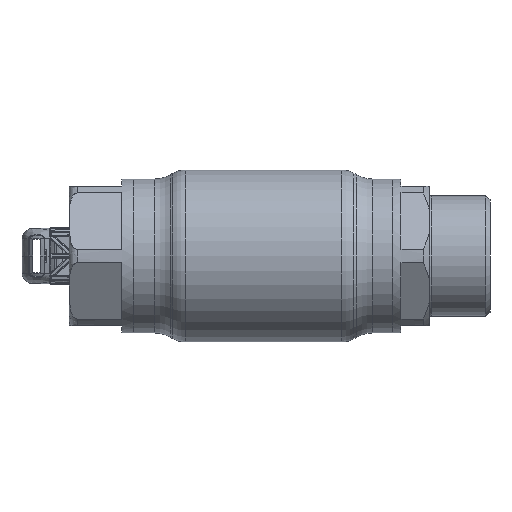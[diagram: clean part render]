
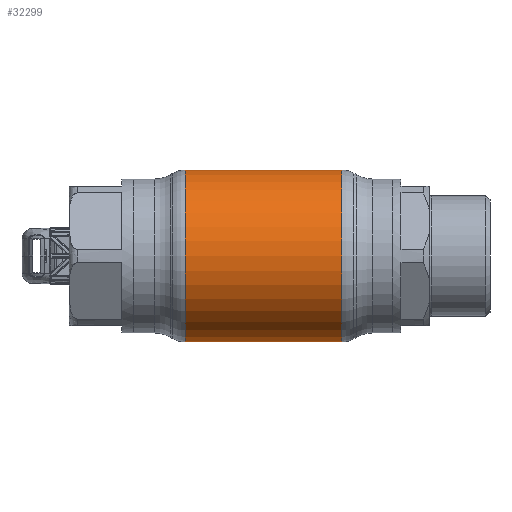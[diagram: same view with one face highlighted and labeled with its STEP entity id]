
A CAD part, front view. The second image highlights one B-rep face of the part: STEP entity #32299.
In plain terms, the highlighted cylindrical face has radius 42.5 mm (diameter 85 mm), a partial arc.
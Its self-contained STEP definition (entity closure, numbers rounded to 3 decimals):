
#875 = LINE ( 'NONE', #39022, #60705 ) ;
#3889 = ORIENTED_EDGE ( 'NONE', *, *, #17463, .T. ) ;
#6262 = ORIENTED_EDGE ( 'NONE', *, *, #38930, .T. ) ;
#6647 = AXIS2_PLACEMENT_3D ( 'NONE', #31436, #61010, #26712 ) ;
#9741 = VERTEX_POINT ( 'NONE', #24311 ) ;
#11039 = CIRCLE ( 'NONE', #6647, 42.5 ) ;
#17463 = EDGE_CURVE ( 'NONE', #47802, #51215, #33412, .T. ) ;
#18224 = VERTEX_POINT ( 'NONE', #28279 ) ;
#19648 = ORIENTED_EDGE ( 'NONE', *, *, #23738, .F. ) ;
#19765 = DIRECTION ( 'NONE',  ( -1., 0., 0. ) ) ;
#23041 = ORIENTED_EDGE ( 'NONE', *, *, #24939, .F. ) ;
#23179 = AXIS2_PLACEMENT_3D ( 'NONE', #63379, #54344, #49213 ) ;
#23738 = EDGE_CURVE ( 'NONE', #9741, #18224, #11039, .T. ) ;
#24311 = CARTESIAN_POINT ( 'NONE',  ( -38.749, 0., -42.5 ) ) ;
#24939 = EDGE_CURVE ( 'NONE', #47802, #9741, #875, .T. ) ;
#26109 = LINE ( 'NONE', #49319, #37599 ) ;
#26712 = DIRECTION ( 'NONE',  ( 0., 0., 1. ) ) ;
#28279 = CARTESIAN_POINT ( 'NONE',  ( -38.749, 0., 42.5 ) ) ;
#31208 = CYLINDRICAL_SURFACE ( 'NONE', #23179, 42.5 ) ;
#31436 = CARTESIAN_POINT ( 'NONE',  ( -38.749, 0., 0. ) ) ;
#32299 = ADVANCED_FACE ( 'NONE', ( #32761 ), #31208, .T. ) ;
#32761 = FACE_OUTER_BOUND ( 'NONE', #37676, .T. ) ;
#33412 = CIRCLE ( 'NONE', #37965, 42.5 ) ;
#37599 = VECTOR ( 'NONE', #19765, 1000. ) ;
#37676 = EDGE_LOOP ( 'NONE', ( #23041, #3889, #6262, #19648 ) ) ;
#37965 = AXIS2_PLACEMENT_3D ( 'NONE', #48100, #53044, #43375 ) ;
#38930 = EDGE_CURVE ( 'NONE', #51215, #18224, #26109, .T. ) ;
#39022 = CARTESIAN_POINT ( 'NONE',  ( -62.69, 0., -42.5 ) ) ;
#40859 = CARTESIAN_POINT ( 'NONE',  ( 38.749, 0., 42.5 ) ) ;
#43375 = DIRECTION ( 'NONE',  ( 0., 0., 1. ) ) ;
#46593 = CARTESIAN_POINT ( 'NONE',  ( 38.749, 0., -42.5 ) ) ;
#47802 = VERTEX_POINT ( 'NONE', #46593 ) ;
#48100 = CARTESIAN_POINT ( 'NONE',  ( 38.749, 0., 0. ) ) ;
#49213 = DIRECTION ( 'NONE',  ( 0., 0., 1. ) ) ;
#49319 = CARTESIAN_POINT ( 'NONE',  ( -62.69, 0., 42.5 ) ) ;
#51215 = VERTEX_POINT ( 'NONE', #40859 ) ;
#53044 = DIRECTION ( 'NONE',  ( -1., 0., 0. ) ) ;
#54344 = DIRECTION ( 'NONE',  ( -1., 0., 0. ) ) ;
#57918 = DIRECTION ( 'NONE',  ( -1., 0., 0. ) ) ;
#60705 = VECTOR ( 'NONE', #57918, 1000. ) ;
#61010 = DIRECTION ( 'NONE',  ( -1., 0., 0. ) ) ;
#63379 = CARTESIAN_POINT ( 'NONE',  ( -62.69, 0., 0. ) ) ;
